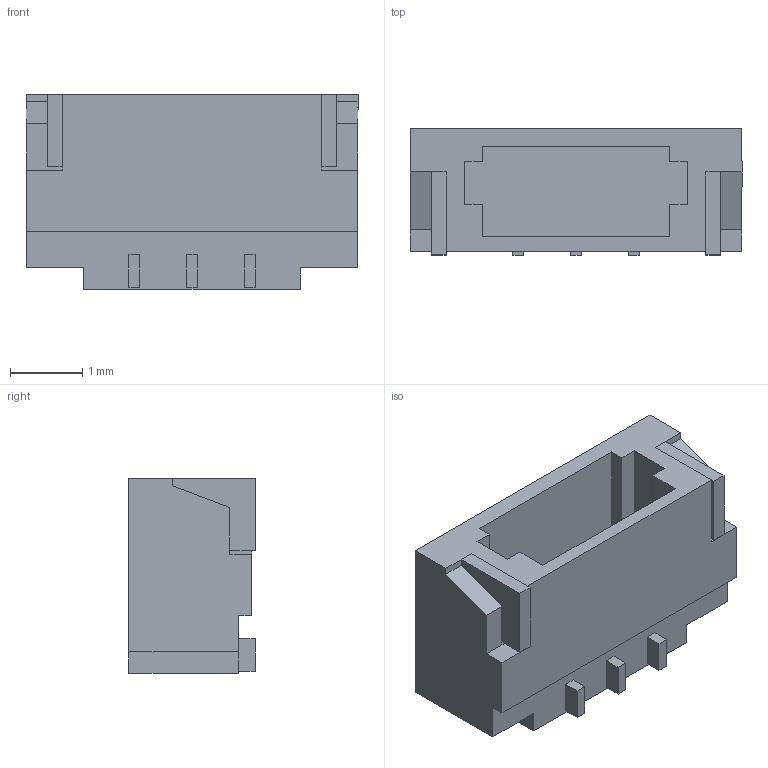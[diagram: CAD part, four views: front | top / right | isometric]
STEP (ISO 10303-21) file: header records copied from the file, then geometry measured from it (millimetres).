
FILE_DESCRIPTION (( 'STEP AP214' ), '1' );
FILE_NAME ('JST SM03B-SURS-TF.STEP', '2015-11-28T22:58:10', ( '' ), ( '' ), 'SwSTEP 2.0', 'SolidWorks 2015', '' );
FILE_SCHEMA (( 'AUTOMOTIVE_DESIGN' ));
Length unit declared in the file: millimetre
Products named in the file (1): JST SM03B-SURS-TF
Bounding box: 4.6 x 1.75 x 2.7 mm (x, y, z)
Volume: 13.5 mm3; surface area: 64.3 mm2
Topology: 1 solids, 1 shells, 60 faces, 158 edges, 104 vertices
Faces by surface type: plane 60
Entity records: 2504 total; most frequent: CARTESIAN_POINT 323, ORIENTED_EDGE 316, DIRECTION 280, VECTOR 158, EDGE_CURVE 158, LINE 158, VERTEX_POINT 104, EDGE_LOOP 64
